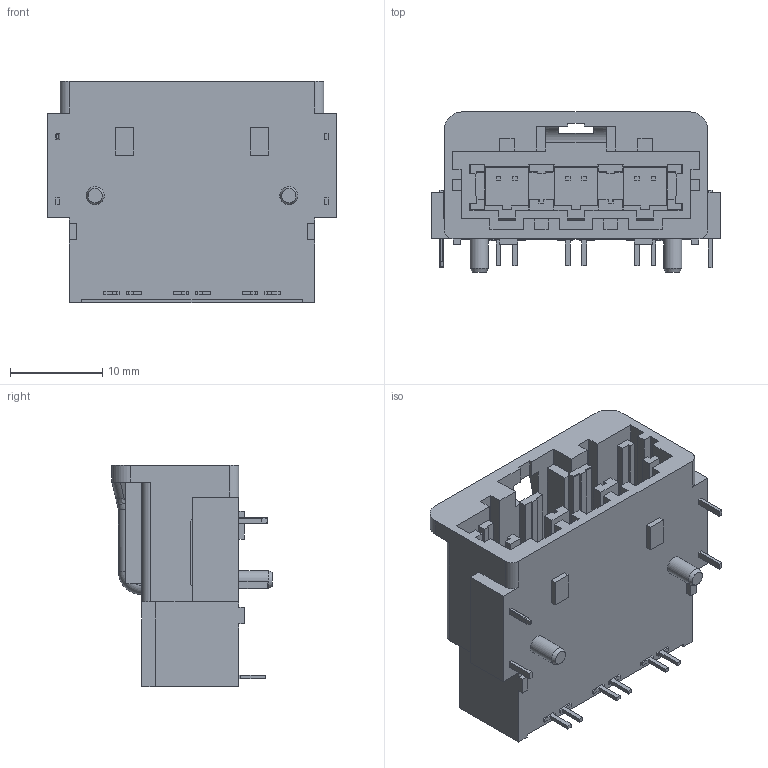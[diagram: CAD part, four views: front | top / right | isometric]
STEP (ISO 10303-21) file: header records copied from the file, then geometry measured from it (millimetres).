
FILE_DESCRIPTION(/* description */ (''),/* implementation_level */ '2;1');
FILE_NAME(/* name */ '35210713-100MB CODE A.stp',/* time_stamp */ '2023-06-20T15:53:02+08:00',/* author */ (''),/* organization */ (''),/* preprocessor_version */ 'ST-DEVELOPER v16',/* originating_system */ 'SIEMENS PLM Software NX 11.0',/* authorisation */ '');
FILE_SCHEMA (('AUTOMOTIVE_DESIGN { 1 0 10303 214 3 1 1 1 }'));
Length unit declared in the file: millimetre
Products named in the file (1): 35210713-ENV10_01-AMEC CONN
Bounding box: 31.4 x 17.35 x 24 mm (x, y, z)
Volume: 4723.9 mm3; surface area: 5504.4 mm2
Topology: 1 solids, 1 shells, 441 faces, 1237 edges, 821 vertices
Faces by surface type: plane 405, cylinder 25, bspline 7, cone 2, torus 2
Full cylindrical faces by diameter (mm): 1.95 x2
Entity records: 14118 total; most frequent: CARTESIAN_POINT 2698, ORIENTED_EDGE 2466, DIRECTION 2150, EDGE_CURVE 1233, LINE 1150, VECTOR 1150, VERTEX_POINT 822, AXIS2_PLACEMENT_3D 500
